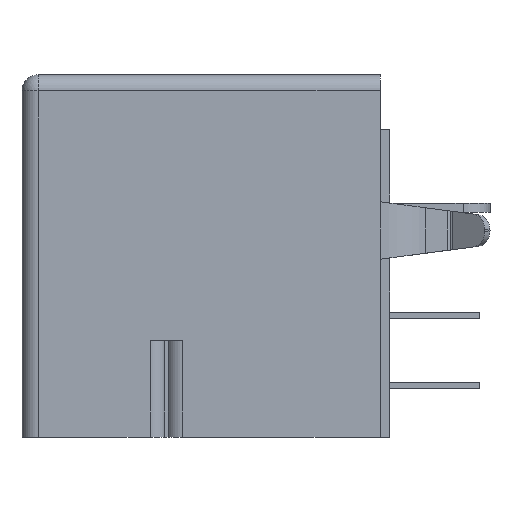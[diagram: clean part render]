
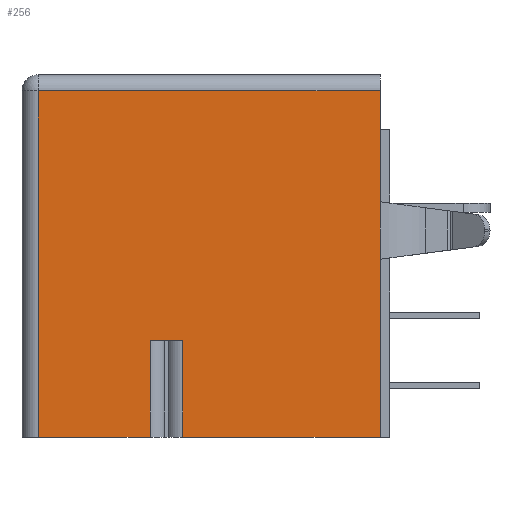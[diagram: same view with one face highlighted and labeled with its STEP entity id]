
A CAD part, left-side view. The second image highlights one B-rep face of the part: STEP entity #256.
In plain terms, the highlighted planar face has unit normal (-1, 0, 0).
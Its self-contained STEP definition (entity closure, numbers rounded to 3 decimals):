
#256=ADVANCED_FACE('',(#744),#745,.T.);
#744=FACE_OUTER_BOUND('',#1286,.T.);
#745=PLANE('',#1287);
#1286=EDGE_LOOP('',(#3229,#3230,#3231,#3232,#3233,#3234,#3235,#3236,#3237,#3238));
#1287=AXIS2_PLACEMENT_3D('',#3239,#3240,#3241);
#3229=ORIENTED_EDGE('',*,*,#3814,.F.);
#3230=ORIENTED_EDGE('',*,*,#3812,.F.);
#3231=ORIENTED_EDGE('',*,*,#4292,.T.);
#3232=ORIENTED_EDGE('',*,*,#3753,.T.);
#3233=ORIENTED_EDGE('',*,*,#4293,.F.);
#3234=ORIENTED_EDGE('',*,*,#3809,.F.);
#3235=ORIENTED_EDGE('',*,*,#3774,.T.);
#3236=ORIENTED_EDGE('',*,*,#4291,.F.);
#3237=ORIENTED_EDGE('',*,*,#3776,.T.);
#3238=ORIENTED_EDGE('',*,*,#4294,.T.);
#3239=CARTESIAN_POINT('',(-7.013,-6.157,-12.827));
#3240=DIRECTION('',(-1.0,0.0,0.0));
#3241=DIRECTION('',(0.0,0.0,1.0));
#3753=EDGE_CURVE('',#4580,#4581,#4582,.T.);
#3774=EDGE_CURVE('',#4617,#4615,#4618,.T.);
#3776=EDGE_CURVE('',#4620,#4621,#4622,.T.);
#3809=EDGE_CURVE('',#4617,#4682,#4683,.T.);
#3812=EDGE_CURVE('',#4685,#4687,#4688,.T.);
#3814=EDGE_CURVE('',#4687,#4690,#4691,.T.);
#4291=EDGE_CURVE('',#4620,#4615,#5459,.T.);
#4292=EDGE_CURVE('',#4685,#4580,#5460,.T.);
#4293=EDGE_CURVE('',#4682,#4581,#5461,.T.);
#4294=EDGE_CURVE('',#4621,#4690,#5462,.T.);
#4580=VERTEX_POINT('',#5880);
#4581=VERTEX_POINT('',#5881);
#4582=LINE('',#5882,#5883);
#4615=VERTEX_POINT('',#5930);
#4617=VERTEX_POINT('',#5933);
#4618=LINE('',#5934,#5935);
#4620=VERTEX_POINT('',#5938);
#4621=VERTEX_POINT('',#5939);
#4622=LINE('',#5940,#5941);
#4682=VERTEX_POINT('',#6028);
#4683=LINE('',#6029,#6030);
#4685=VERTEX_POINT('',#6032);
#4687=VERTEX_POINT('',#6034);
#4688=LINE('',#6035,#6036);
#4690=VERTEX_POINT('',#6038);
#4691=LINE('',#6039,#6040);
#5459=LINE('',#7222,#7223);
#5460=LINE('',#7224,#7225);
#5461=LINE('',#7226,#7227);
#5462=LINE('',#7228,#7229);
#5880=CARTESIAN_POINT('',(-7.013,1.981,-9.398));
#5881=CARTESIAN_POINT('',(-7.013,0.833,-9.398));
#5882=CARTESIAN_POINT('',(-7.013,1.981,-9.398));
#5883=VECTOR('',#7579,1.148);
#5930=CARTESIAN_POINT('',(-7.013,-6.157,-6.528));
#5933=CARTESIAN_POINT('',(-7.013,-6.157,-12.827));
#5934=CARTESIAN_POINT('',(-7.013,-6.157,-12.827));
#5935=VECTOR('',#7610,6.299);
#5938=CARTESIAN_POINT('',(-7.013,-6.157,-4.496));
#5939=CARTESIAN_POINT('',(-7.013,-6.157,-0.574));
#5940=CARTESIAN_POINT('',(-7.013,-6.157,-4.496));
#5941=VECTOR('',#7612,3.922);
#6028=CARTESIAN_POINT('',(-7.013,0.833,-12.827));
#6029=CARTESIAN_POINT('',(-7.013,-6.157,-12.827));
#6030=VECTOR('',#7655,6.99);
#6032=CARTESIAN_POINT('',(-7.013,1.981,-12.827));
#6034=CARTESIAN_POINT('',(-7.013,5.944,-12.827));
#6035=CARTESIAN_POINT('',(-7.013,1.981,-12.827));
#6036=VECTOR('',#7662,3.962);
#6038=CARTESIAN_POINT('',(-7.013,5.944,-0.574));
#6039=CARTESIAN_POINT('',(-7.013,5.944,-12.827));
#6040=VECTOR('',#7666,12.253);
#7222=CARTESIAN_POINT('',(-7.013,-6.157,-4.496));
#7223=VECTOR('',#8451,2.032);
#7224=CARTESIAN_POINT('',(-7.013,1.981,-12.827));
#7225=VECTOR('',#8452,3.429);
#7226=CARTESIAN_POINT('',(-7.013,0.833,-12.827));
#7227=VECTOR('',#8453,3.429);
#7228=CARTESIAN_POINT('',(-7.013,-6.157,-0.574));
#7229=VECTOR('',#8454,12.101);
#7579=DIRECTION('',(0.0,-1.0,0.0));
#7610=DIRECTION('',(0.0,0.0,1.0));
#7612=DIRECTION('',(0.0,0.0,1.0));
#7655=DIRECTION('',(0.0,1.0,0.0));
#7662=DIRECTION('',(0.0,1.0,0.0));
#7666=DIRECTION('',(0.0,0.0,1.0));
#8451=DIRECTION('',(0.0,0.0,-1.0));
#8452=DIRECTION('',(0.0,0.0,1.0));
#8453=DIRECTION('',(0.0,0.0,1.0));
#8454=DIRECTION('',(0.0,1.0,0.0));
